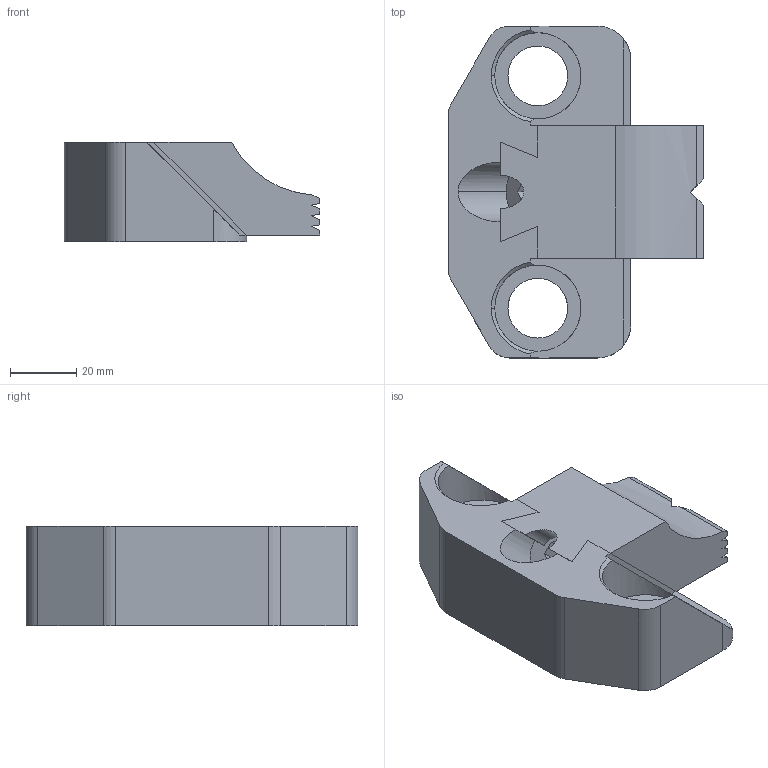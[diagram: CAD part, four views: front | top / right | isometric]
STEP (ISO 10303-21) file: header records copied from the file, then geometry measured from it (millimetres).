
FILE_DESCRIPTION (( 'STEP AP203' ), '1' );
FILE_NAME ('cp104-16030.STEP', '2021-10-25T23:49:44', ( '' ), ( '' ), 'SwSTEP 2.0', 'SolidWorks 2020', '' );
FILE_SCHEMA (( 'CONFIG_CONTROL_DESIGN' ));
Length unit declared in the file: millimetre
Products named in the file (3): cp104-16030; cp104-16030_01; cp104-16030_02
Assembly tree (2 placements, depth 2):
  cp104-16030
    cp104-16030_01
    cp104-16030_02
Bounding box: 77 x 100 x 30 mm (x, y, z)
Volume: 114143.4 mm3; surface area: 28339.1 mm2
Topology: 2 solids, 2 shells, 98 faces, 270 edges, 177 vertices
Faces by surface type: plane 73, cylinder 19, cone 4, bspline 2
Entity records: 3412 total; most frequent: CARTESIAN_POINT 633, ORIENTED_EDGE 540, DIRECTION 490, EDGE_CURVE 270, VECTOR 210, LINE 210, VERTEX_POINT 177, AXIS2_PLACEMENT_3D 140
